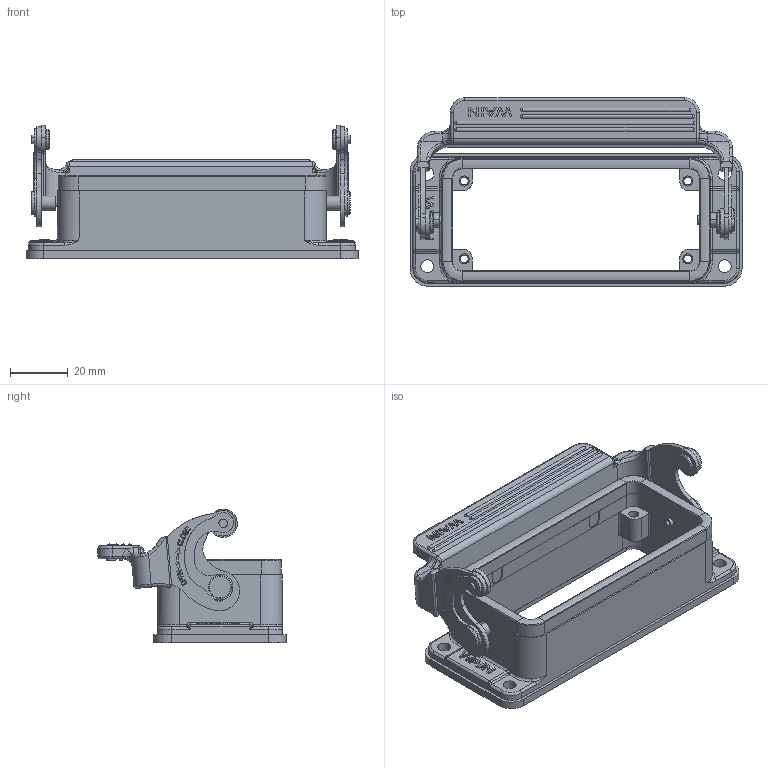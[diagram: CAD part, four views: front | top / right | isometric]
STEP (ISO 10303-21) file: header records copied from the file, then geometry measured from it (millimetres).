
FILE_DESCRIPTION(/* description */ (''),/* implementation_level */ '2;1');
FILE_NAME(/* name */ '3D_1240163211001_HV16B-BK-1L_SC_V1.1.stp',/* time_stamp */ '2024-01-04T14:11:08+08:00',/* author */ (''),/* organization */ (''),/* preprocessor_version */ 'ST-DEVELOPER v18.1',/* originating_system */ 'SIEMENS PLM Software NX 1980',/* authorisation */ '');
FILE_SCHEMA (('AUTOMOTIVE_DESIGN { 1 0 10303 214 3 1 1 1 }'));
Length unit declared in the file: millimetre
Products named in the file (1): 14593830C5E2pru2
Bounding box: 115 x 65.18 x 46.27 mm (x, y, z)
Volume: 48981 mm3; surface area: 34349.4 mm2
Topology: 1 solids, 17 shells, 1297 faces, 3432 edges, 2211 vertices
Faces by surface type: plane 556, cylinder 548, torus 73, extrusion 39, cone 32, bspline 27, sphere 22
Entity records: 49787 total; most frequent: CARTESIAN_POINT 14131, ORIENTED_EDGE 6802, DIRECTION 5193, EDGE_CURVE 3401, VERTEX_POINT 2213, AXIS2_PLACEMENT_3D 1889, EDGE_LOOP 1418, VECTOR 1415
